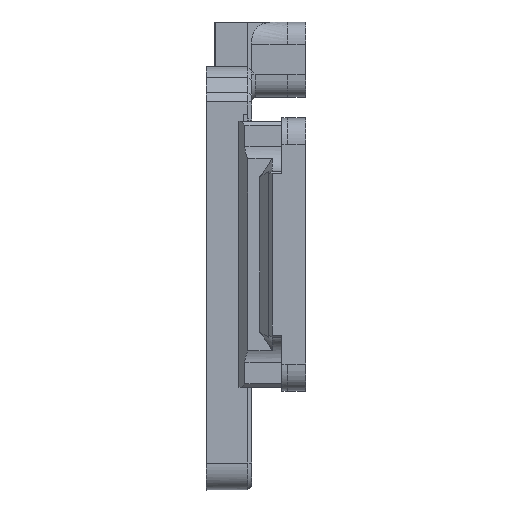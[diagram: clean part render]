
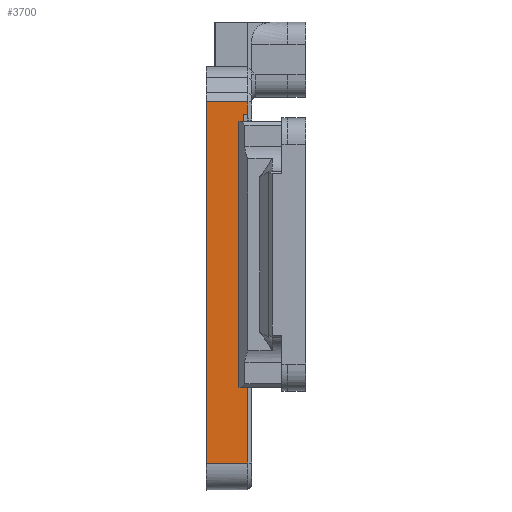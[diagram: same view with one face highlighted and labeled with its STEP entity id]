
A CAD part, front view. The second image highlights one B-rep face of the part: STEP entity #3700.
In plain terms, the highlighted planar face has unit normal (0, -1, 0).
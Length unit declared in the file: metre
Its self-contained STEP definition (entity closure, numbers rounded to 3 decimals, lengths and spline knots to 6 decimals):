
#184=LINE('',#5061,#527);
#185=LINE('',#5064,#528);
#186=LINE('',#5081,#529);
#187=LINE('',#5083,#530);
#188=LINE('',#5085,#531);
#189=LINE('',#5087,#532);
#190=LINE('',#5089,#533);
#527=VECTOR('',#4197,1.);
#528=VECTOR('',#4198,1.);
#529=VECTOR('',#4199,1.);
#530=VECTOR('',#4200,1.);
#531=VECTOR('',#4201,1.);
#532=VECTOR('',#4202,1.);
#533=VECTOR('',#4203,1.);
#871=ORIENTED_EDGE('',*,*,#1985,.T.);
#872=ORIENTED_EDGE('',*,*,#1986,.T.);
#873=ORIENTED_EDGE('',*,*,#1987,.T.);
#874=ORIENTED_EDGE('',*,*,#1988,.F.);
#875=ORIENTED_EDGE('',*,*,#1989,.T.);
#876=ORIENTED_EDGE('',*,*,#1990,.F.);
#877=ORIENTED_EDGE('',*,*,#1991,.F.);
#878=ORIENTED_EDGE('',*,*,#1992,.T.);
#879=ORIENTED_EDGE('',*,*,#1993,.T.);
#880=ORIENTED_EDGE('',*,*,#1994,.T.);
#1985=EDGE_CURVE('',#2542,#2543,#184,.T.);
#1986=EDGE_CURVE('',#2543,#2544,#185,.T.);
#1987=EDGE_CURVE('',#2544,#2545,#2904,.T.);
#1988=EDGE_CURVE('',#2546,#2545,#2905,.F.);
#1989=EDGE_CURVE('',#2546,#2547,#2906,.T.);
#1990=EDGE_CURVE('',#2548,#2547,#186,.T.);
#1991=EDGE_CURVE('',#2549,#2548,#187,.T.);
#1992=EDGE_CURVE('',#2549,#2550,#188,.T.);
#1993=EDGE_CURVE('',#2550,#2551,#189,.T.);
#1994=EDGE_CURVE('',#2551,#2542,#190,.T.);
#2542=VERTEX_POINT('',#5062);
#2543=VERTEX_POINT('',#5063);
#2544=VERTEX_POINT('',#5065);
#2545=VERTEX_POINT('',#5070);
#2546=VERTEX_POINT('',#5075);
#2547=VERTEX_POINT('',#5080);
#2548=VERTEX_POINT('',#5082);
#2549=VERTEX_POINT('',#5084);
#2550=VERTEX_POINT('',#5086);
#2551=VERTEX_POINT('',#5088);
#2904=B_SPLINE_CURVE_WITH_KNOTS('',3,(#5066,#5067,#5068,#5069),
 .UNSPECIFIED.,.F.,.F.,(4,4),(0.26158,1.),.UNSPECIFIED.);
#2905=B_SPLINE_CURVE_WITH_KNOTS('',3,(#5071,#5072,#5073,#5074),
 .UNSPECIFIED.,.F.,.F.,(4,4),(0.,1.),.UNSPECIFIED.);
#2906=B_SPLINE_CURVE_WITH_KNOTS('',3,(#5076,#5077,#5078,#5079),
 .UNSPECIFIED.,.F.,.F.,(4,4),(0.,1.),.UNSPECIFIED.);
#3037=EDGE_LOOP('',(#871,#872,#873,#874,#875,#876,#877,#878,#879,#880));
#3303=FACE_BOUND('',#3037,.T.);
#3569=PLANE('',#3932);
#3700=ADVANCED_FACE('',(#3303),#3569,.F.);
#3932=AXIS2_PLACEMENT_3D('',#5060,#4195,#4196);
#4195=DIRECTION('',(0.,1.,0.));
#4196=DIRECTION('',(0.,0.,1.));
#4197=DIRECTION('',(0.,0.,1.));
#4198=DIRECTION('',(1.,0.,0.));
#4199=DIRECTION('',(1.,0.,0.));
#4200=DIRECTION('',(0.,0.,1.));
#4201=DIRECTION('',(1.,0.,0.));
#4202=DIRECTION('',(0.,0.,1.));
#4203=DIRECTION('',(-1.,0.,0.));
#5060=CARTESIAN_POINT('',(0.03211,-0.092013,-0.007684));
#5061=CARTESIAN_POINT('',(0.03071,-0.092013,-0.007684));
#5062=CARTESIAN_POINT('',(0.03071,-0.092013,-0.049093));
#5063=CARTESIAN_POINT('',(0.03071,-0.092013,-0.019537));
#5064=CARTESIAN_POINT('',(0.03211,-0.092013,-0.019537));
#5065=CARTESIAN_POINT('',(0.031215,-0.092013,-0.01954));
#5066=CARTESIAN_POINT('',(0.031215,-0.092013,-0.01954));
#5067=CARTESIAN_POINT('',(0.031215,-0.092013,-0.019276));
#5068=CARTESIAN_POINT('',(0.031215,-0.092013,-0.019011));
#5069=CARTESIAN_POINT('',(0.031215,-0.092013,-0.018747));
#5070=CARTESIAN_POINT('',(0.031215,-0.092013,-0.018747));
#5071=CARTESIAN_POINT('',(0.031215,-0.092013,-0.018747));
#5072=CARTESIAN_POINT('',(0.03138,-0.092013,-0.018747));
#5073=CARTESIAN_POINT('',(0.031545,-0.092013,-0.018747));
#5074=CARTESIAN_POINT('',(0.03171,-0.092013,-0.018747));
#5075=CARTESIAN_POINT('',(0.03171,-0.092013,-0.018747));
#5076=CARTESIAN_POINT('',(0.03171,-0.092013,-0.018747));
#5077=CARTESIAN_POINT('',(0.03171,-0.092013,-0.018285));
#5078=CARTESIAN_POINT('',(0.03171,-0.092013,-0.017823));
#5079=CARTESIAN_POINT('',(0.03171,-0.092013,-0.017362));
#5080=CARTESIAN_POINT('',(0.03171,-0.092013,-0.017362));
#5081=CARTESIAN_POINT('',(0.03111,-0.092013,-0.017362));
#5082=CARTESIAN_POINT('',(0.02711,-0.092013,-0.017362));
#5083=CARTESIAN_POINT('',(0.02711,-0.092013,-0.036484));
#5084=CARTESIAN_POINT('',(0.02711,-0.092013,-0.057484));
#5085=CARTESIAN_POINT('',(0.02941,-0.092013,-0.057484));
#5086=CARTESIAN_POINT('',(0.03171,-0.092013,-0.057484));
#5087=CARTESIAN_POINT('',(0.03171,-0.092013,-0.04933));
#5088=CARTESIAN_POINT('',(0.03171,-0.092013,-0.049093));
#5089=CARTESIAN_POINT('',(0.0316,-0.092013,-0.049093));
